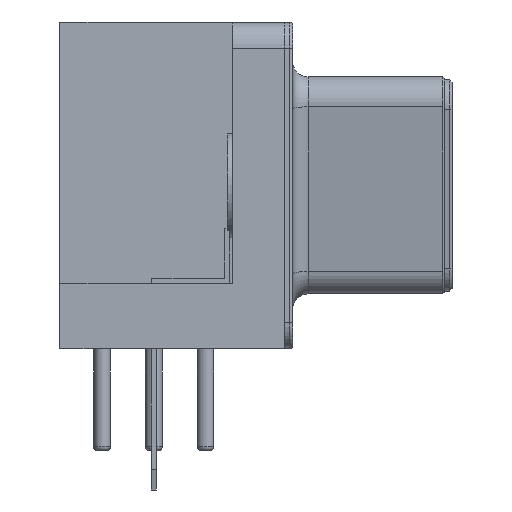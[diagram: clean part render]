
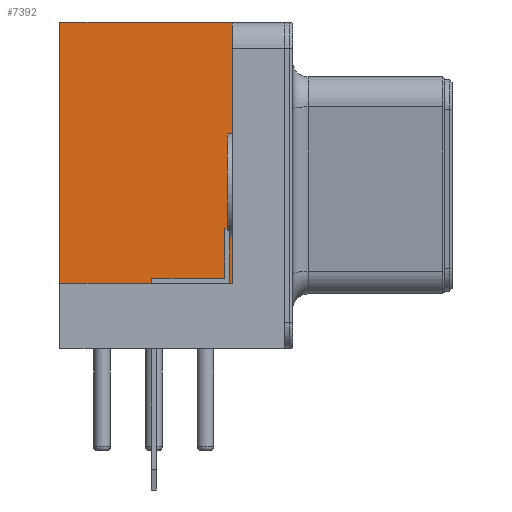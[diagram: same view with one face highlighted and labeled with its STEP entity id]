
A CAD part, left-side view. The second image highlights one B-rep face of the part: STEP entity #7392.
In plain terms, the highlighted planar face has unit normal (-1, 0, 0).
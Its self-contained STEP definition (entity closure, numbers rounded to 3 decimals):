
#6147 = VERTEX_POINT('',#6148);
#6148 = CARTESIAN_POINT('',(-52.748,1.61,12.5));
#6154 = EDGE_CURVE('',#6155,#6147,#6157,.T.);
#6155 = VERTEX_POINT('',#6156);
#6156 = CARTESIAN_POINT('',(-52.748,-4.99,12.5));
#6157 = LINE('',#6158,#6159);
#6158 = CARTESIAN_POINT('',(-52.748,-5.99,12.5));
#6159 = VECTOR('',#6160,1.);
#6160 = DIRECTION('',(0.,1.,0.));
#7366 = VERTEX_POINT('',#7367);
#7367 = CARTESIAN_POINT('',(-52.748,-4.99,2.5));
#7373 = EDGE_CURVE('',#7366,#6155,#7374,.T.);
#7374 = LINE('',#7375,#7376);
#7375 = CARTESIAN_POINT('',(-52.748,-4.99,2.5));
#7376 = VECTOR('',#7377,1.);
#7377 = DIRECTION('',(0.,0.,1.));
#7392 = ADVANCED_FACE('',(#7393),#7411,.F.);
#7393 = FACE_BOUND('',#7394,.F.);
#7394 = EDGE_LOOP('',(#7395,#7396,#7404,#7410));
#7395 = ORIENTED_EDGE('',*,*,#7373,.F.);
#7396 = ORIENTED_EDGE('',*,*,#7397,.T.);
#7397 = EDGE_CURVE('',#7366,#7398,#7400,.T.);
#7398 = VERTEX_POINT('',#7399);
#7399 = CARTESIAN_POINT('',(-52.748,1.61,2.5));
#7400 = LINE('',#7401,#7402);
#7401 = CARTESIAN_POINT('',(-52.748,-4.99,2.5));
#7402 = VECTOR('',#7403,1.);
#7403 = DIRECTION('',(-0.,1.,0.));
#7404 = ORIENTED_EDGE('',*,*,#7405,.T.);
#7405 = EDGE_CURVE('',#7398,#6147,#7406,.T.);
#7406 = LINE('',#7407,#7408);
#7407 = CARTESIAN_POINT('',(-52.748,1.61,4.375));
#7408 = VECTOR('',#7409,1.);
#7409 = DIRECTION('',(0.,0.,1.));
#7410 = ORIENTED_EDGE('',*,*,#6154,.F.);
#7411 = PLANE('',#7412);
#7412 = AXIS2_PLACEMENT_3D('',#7413,#7414,#7415);
#7413 = CARTESIAN_POINT('',(-52.748,-4.99,2.5));
#7414 = DIRECTION('',(1.,0.,0.));
#7415 = DIRECTION('',(0.,0.,1.));
